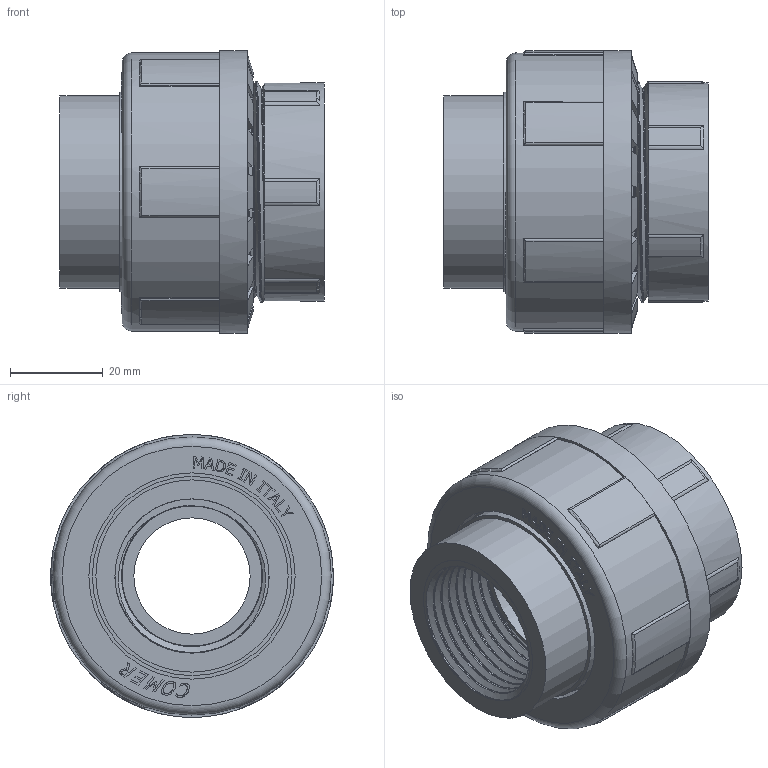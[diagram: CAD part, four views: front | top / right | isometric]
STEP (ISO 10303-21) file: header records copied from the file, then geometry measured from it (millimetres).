
FILE_DESCRIPTION(/* description */ (''),/* implementation_level */ '2;1');
FILE_NAME(/* name */ 'UN810320.iam.stp',/* time_stamp */ '2017-01-25T10:46:09+01:00',/* author */ ('Eugenio'),/* organization */ (''),/* preprocessor_version */ 'ST-DEVELOPER v16.5',/* originating_system */ 'Autodesk Inventor 2017',/* authorisation */ '');
FILE_SCHEMA (('AUTOMOTIVE_DESIGN { 1 0 10303 214 3 1 1 }'));
Length unit declared in the file: millimetre
Products named in the file (5): UN810320; LAV4131E; UB810320; UE810320; NU830320
Assembly tree (4 placements, depth 2):
  UN810320
    LAV4131E
    UB810320
    UE810320
    NU830320
Bounding box: 57 x 61 x 61 mm (x, y, z)
Volume: 80982.5 mm3; surface area: 59498.6 mm2
Topology: 8 solids, 8 shells, 422 faces, 1075 edges, 716 vertices
Faces by surface type: plane 243, bspline 69, cylinder 60, cone 36, torus 14
Full cylindrical faces by diameter (mm): 25.1 x1, 29.25 x1, 30.5 x1, 32.92 x1, 33.25 x4, 39.98 x1, 41.5 x1, 43 x1, 44.5 x2, 44.786 x2, 47.089 x1, 47.8 x2, 60 x1, 61 x1
Entity records: 29202 total; most frequent: CARTESIAN_POINT 19310, ORIENTED_EDGE 2104, DIRECTION 1773, EDGE_CURVE 1052, VERTEX_POINT 714, LINE 675, VECTOR 675, AXIS2_PLACEMENT_3D 549
